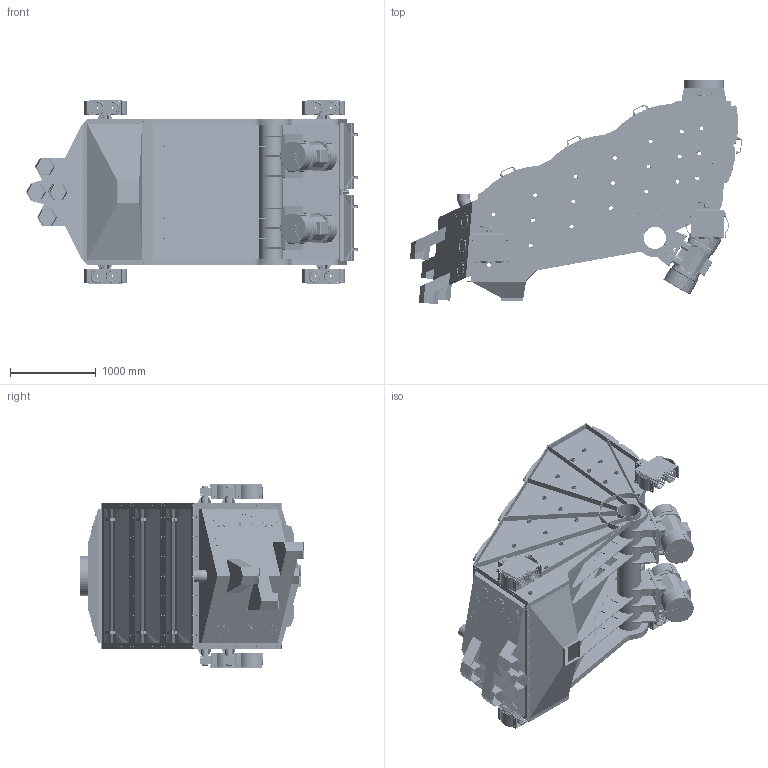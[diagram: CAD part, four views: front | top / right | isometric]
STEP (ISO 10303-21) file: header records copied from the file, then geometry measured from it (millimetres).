
FILE_DESCRIPTION(('FreeCAD Model'),'2;1');
FILE_NAME('Open CASCADE Shape Model','2025-05-08T00:52:29',('FreeCAD'),( 'FreeCAD'),'Open CASCADE STEP processor 7.6','FreeCAD','Unknown');
FILE_SCHEMA(('AUTOMOTIVE_DESIGN { 1 0 10303 214 1 1 1 1 }'));
Products named in the file (1): Open CASCADE STEP translator 7.6 1
Bounding box: 3871.53 x 2618.02 x 2136.86 mm (x, y, z)
Volume: 463322061.2 mm3; surface area: 133929364.8 mm2
Topology: 321 solids, 321 shells, 8889 faces, 22022 edges, 13660 vertices
Faces by surface type: bspline 8889
Entity records: 338591 total; most frequent: CARTESIAN_POINT 213066, ORIENTED_EDGE 43520, EDGE_CURVE 21760, VERTEX_POINT 13597, B_SPLINE_CURVE_WITH_KNOTS 12186, FACE_BOUND 10788, EDGE_LOOP 10788, ADVANCED_FACE 8873
